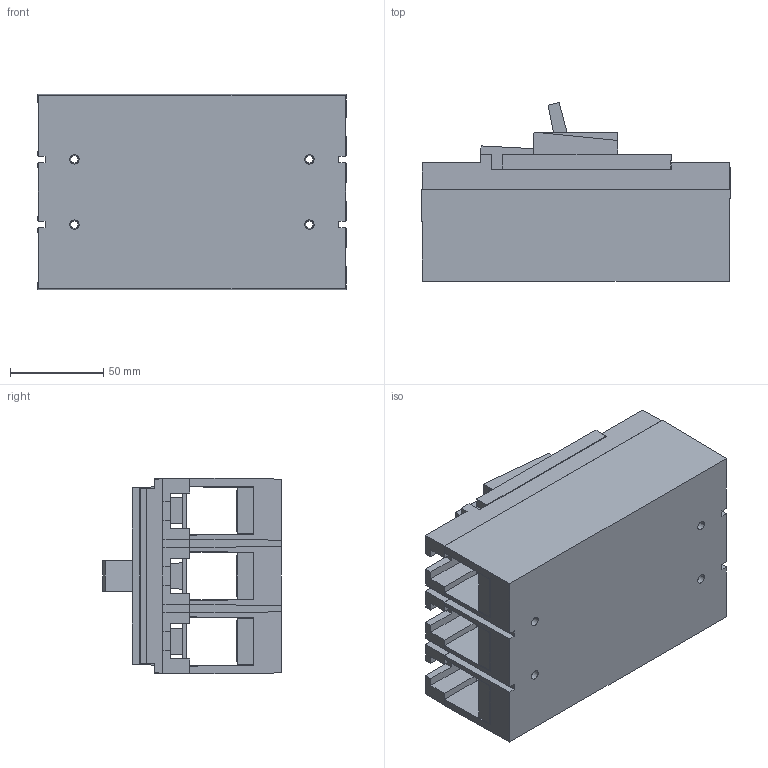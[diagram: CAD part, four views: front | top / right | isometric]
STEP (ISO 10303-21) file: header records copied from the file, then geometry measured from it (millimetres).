
FILE_DESCRIPTION((''),'2;1');
FILE_NAME('PROXY_COPIE_MCCB_250_H3PLUS_ASM','2022-01-27T08:40:56',('boukher'),(''),'CREO PARAMETRIC BY PTC INC, 2021184','CREO PARAMETRIC BY PTC INC, 2021184','');
FILE_SCHEMA(('CONFIG_CONTROL_DESIGN','SHAPE_APPEARANCE_LAYERS_GROUPS'));
Length unit declared in the file: millimetre
Products named in the file (9): PROXY_1H1221; PROXY_1H1211; PROXY_1B0623; PROXY_0B2056; PROXY_1H1248; PROXY_0B2064A0B2067; PROXY_1H1206; PROXY_1H1170; PROXY_COPIE_MCCB_250_H3PLUS_ASM
Assembly tree (18 placements, depth 2):
  PROXY_COPIE_MCCB_250_H3PLUS_ASM
    PROXY_1H1221
    PROXY_1H1211
    PROXY_1B0623  x7
    PROXY_0B2056  x3
    PROXY_1H1248
    PROXY_0B2064A0B2067  x3
    PROXY_1H1206
    PROXY_1H1170
Bounding box: 165.44 x 95.82 x 104.8 mm (x, y, z)
Volume: 336127.8 mm3; surface area: 174538.5 mm2
Topology: 18 solids, 18 shells, 437 faces, 1234 edges, 825 vertices
Faces by surface type: plane 405, cylinder 23, cone 9
Entity records: 13049 total; most frequent: CARTESIAN_POINT 2008, ORIENTED_EDGE 1940, DIRECTION 1722, EDGE_CURVE 970, VECTOR 912, LINE 912, VERTEX_POINT 649, PRESENTATION_STYLE_ASSIGNMENT 535
